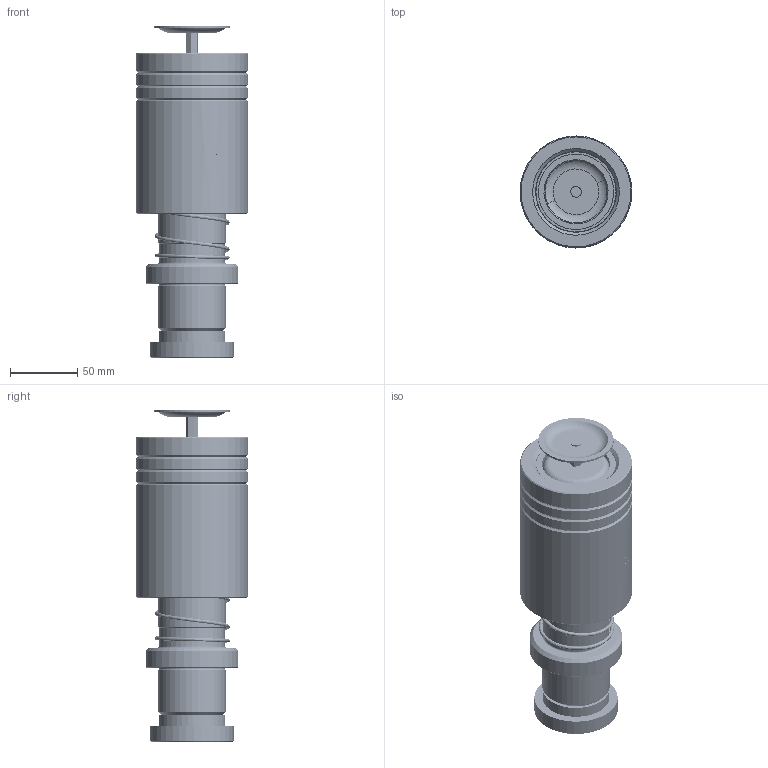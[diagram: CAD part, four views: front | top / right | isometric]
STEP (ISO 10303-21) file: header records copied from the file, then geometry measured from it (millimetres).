
FILE_DESCRIPTION (( 'STEP AP214' ), '1' );
FILE_NAME ('HMSH(HMJH)-D50-L170(BL-120).STEP', '2021-08-17T03:45:41', ( '' ), ( '' ), 'SwSTEP 2.0', 'SolidWorks 2016', '' );
FILE_SCHEMA (( 'AUTOMOTIVE_DESIGN' ));
Length unit declared in the file: millimetre
Products named in the file (353): BALL-D5; BSH-D59.5-50.5-L110郪蚾; HMSH(HMJH)-D50-L170(BL-120); TBB-D83-d60-L120; GTM-56; GTM-56郪蚾; DRPM-D50-L170; HWP-D55.7-50.5-L90; DRPM蹟簽D50; GTM-3-縐种; BSH-59.5-50.5-L110; GTM-M16蹟簽 -
Assembly tree (345 placements, depth 3):
  BALL-D5
  BALL-D5
  BALL-D5
  BALL-D5
  BALL-D5
Bounding box: 83 x 83 x 246.52 mm (x, y, z)
Volume: 854820 mm3; surface area: 217575.9 mm2
Topology: 338 solids, 338 shells, 1536 faces, 6467 edges, 4295 vertices
Faces by surface type: sphere 1320, cylinder 68, plane 49, cone 46, torus 32, bspline 21
Entity records: 66682 total; most frequent: CARTESIAN_POINT 37883, ORIENTED_EDGE 4988, DIRECTION 4377, EDGE_CURVE 2494, AXIS2_PLACEMENT_3D 2097, VERTEX_POINT 1635, EDGE_LOOP 1549, B_SPLINE_CURVE_WITH_KNOTS 1404
